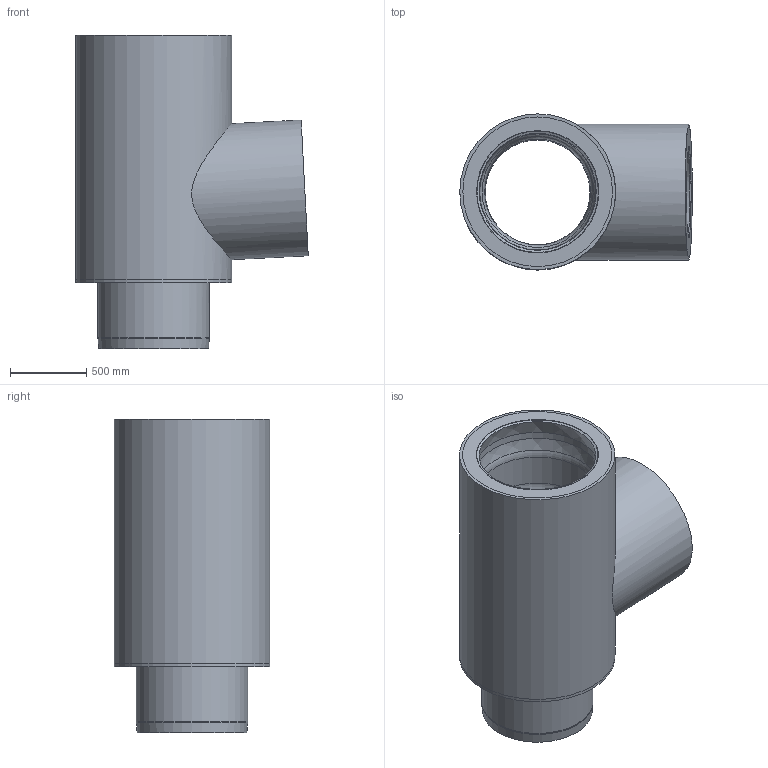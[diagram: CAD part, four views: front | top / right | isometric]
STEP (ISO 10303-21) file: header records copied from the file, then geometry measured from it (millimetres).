
FILE_DESCRIPTION(/* description */ (''),/* implementation_level */ '2;1');
FILE_NAME(/* name */ '58023.CB0X_3D.stp',/* time_stamp */ '2024-12-12T09:48:09+01:00',/* author */ ('CAD'),/* organization */ (''),/* preprocessor_version */ 'ST-DEVELOPER v20',/* originating_system */ 'AutoCAD Mechanical',/* authorisation */ '');
FILE_SCHEMA (('AUTOMOTIVE_DESIGN { 1 0 10303 214 3 1 1 }'));
Length unit declared in the file: centimetre
Products named in the file (2): Product; *S0
Assembly tree (1 placements, depth 2):
  Product
    *S0
Bounding box: 1521.98 x 1020 x 2049.97 mm (x, y, z)
Volume: 835720115.4 mm3; surface area: 37973099.1 mm2
Topology: 8 solids, 8 shells, 98 faces, 234 edges, 152 vertices
Faces by surface type: cylinder 39, torus 20, plane 18, bspline 11, cone 10
Full cylindrical faces by diameter (mm): 500 x2, 530 x2, 560 x1, 590 x2, 600 x2, 630 x2, 698 x1, 730 x3, 760 x1, 792 x2, 800 x1, 805 x2, 810 x1, 842 x2, 844 x1, 858 x4, 890 x1, 980 x4, 1020 x2
Entity records: 4447 total; most frequent: CARTESIAN_POINT 2010, DIRECTION 549, ORIENTED_EDGE 468, AXIS2_PLACEMENT_3D 250, EDGE_CURVE 234, CIRCLE 160, VERTEX_POINT 152, EDGE_LOOP 120
